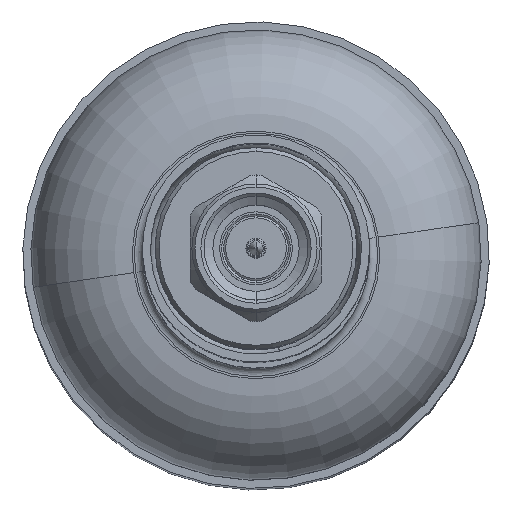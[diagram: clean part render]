
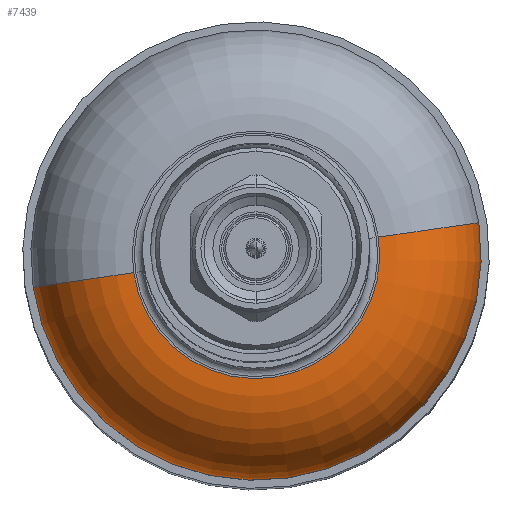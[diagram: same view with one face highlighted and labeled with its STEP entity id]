
A CAD part, top view. The second image highlights one B-rep face of the part: STEP entity #7439.
In plain terms, the highlighted toroidal (fillet/blend) face has major radius 7.747 mm and minor radius 6.35 mm.
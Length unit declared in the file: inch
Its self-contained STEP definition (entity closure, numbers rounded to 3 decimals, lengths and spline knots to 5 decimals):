
#12 = EDGE_CURVE ( 'NONE', #1801, #1819, #7987, .T. ) ;
#724 = AXIS2_PLACEMENT_3D ( 'NONE', #3662, #14887, #9683 ) ;
#924 = DIRECTION ( 'NONE',  ( -1., 0., 0. ) ) ;
#962 = DIRECTION ( 'NONE',  ( 0., 0., 1. ) ) ;
#1319 = CIRCLE ( 'NONE', #8283, 0.305 ) ;
#1478 = AXIS2_PLACEMENT_3D ( 'NONE', #9284, #14813, #2394 ) ;
#1770 = TOROIDAL_SURFACE ( 'NONE', #1478, 0.305, 0.25 ) ;
#1801 = VERTEX_POINT ( 'NONE', #4495 ) ;
#1819 = VERTEX_POINT ( 'NONE', #3686 ) ;
#2156 = DIRECTION ( 'NONE',  ( -1., 0., 0. ) ) ;
#2394 = DIRECTION ( 'NONE',  ( 0., 0., 1. ) ) ;
#3024 = ORIENTED_EDGE ( 'NONE', *, *, #14789, .T. ) ;
#3096 = AXIS2_PLACEMENT_3D ( 'NONE', #9003, #924, #7452 ) ;
#3341 = VERTEX_POINT ( 'NONE', #5455 ) ;
#3492 = EDGE_LOOP ( 'NONE', ( #9840, #4681, #3024, #6679 ) ) ;
#3662 = CARTESIAN_POINT ( 'NONE',  ( 0.985, 0., 0.305 ) ) ;
#3686 = CARTESIAN_POINT ( 'NONE',  ( 0.985, 0., 0.555 ) ) ;
#4495 = CARTESIAN_POINT ( 'NONE',  ( 0.985, 0., -0.555 ) ) ;
#4681 = ORIENTED_EDGE ( 'NONE', *, *, #13973, .T. ) ;
#5455 = CARTESIAN_POINT ( 'NONE',  ( 1.235, 0., -0.305 ) ) ;
#5675 = AXIS2_PLACEMENT_3D ( 'NONE', #14406, #14314, #15943 ) ;
#6679 = ORIENTED_EDGE ( 'NONE', *, *, #12, .F. ) ;
#7439 = ADVANCED_FACE ( 'NONE', ( #11997 ), #1770, .T. ) ;
#7452 = DIRECTION ( 'NONE',  ( 0., 0., 1. ) ) ;
#7987 = CIRCLE ( 'NONE', #3096, 0.555 ) ;
#8141 = CARTESIAN_POINT ( 'NONE',  ( 1.235, 0., 0.305 ) ) ;
#8283 = AXIS2_PLACEMENT_3D ( 'NONE', #14495, #2156, #962 ) ;
#9003 = CARTESIAN_POINT ( 'NONE',  ( 0.985, 0., 0. ) ) ;
#9284 = CARTESIAN_POINT ( 'NONE',  ( 0.985, 0., 0. ) ) ;
#9293 = VERTEX_POINT ( 'NONE', #8141 ) ;
#9525 = EDGE_CURVE ( 'NONE', #3341, #1801, #16982, .T. ) ;
#9683 = DIRECTION ( 'NONE',  ( 0., 0., -1. ) ) ;
#9840 = ORIENTED_EDGE ( 'NONE', *, *, #9525, .F. ) ;
#10281 = CIRCLE ( 'NONE', #724, 0.25 ) ;
#11997 = FACE_OUTER_BOUND ( 'NONE', #3492, .T. ) ;
#13973 = EDGE_CURVE ( 'NONE', #3341, #9293, #1319, .T. ) ;
#14314 = DIRECTION ( 'NONE',  ( 0., 1., 0. ) ) ;
#14406 = CARTESIAN_POINT ( 'NONE',  ( 0.985, 0., -0.305 ) ) ;
#14495 = CARTESIAN_POINT ( 'NONE',  ( 1.235, 0., 0. ) ) ;
#14789 = EDGE_CURVE ( 'NONE', #9293, #1819, #10281, .T. ) ;
#14813 = DIRECTION ( 'NONE',  ( -1., 0., 0. ) ) ;
#14887 = DIRECTION ( 'NONE',  ( 0., -1., 0. ) ) ;
#15943 = DIRECTION ( 'NONE',  ( 0., 0., 1. ) ) ;
#16982 = CIRCLE ( 'NONE', #5675, 0.25 ) ;
